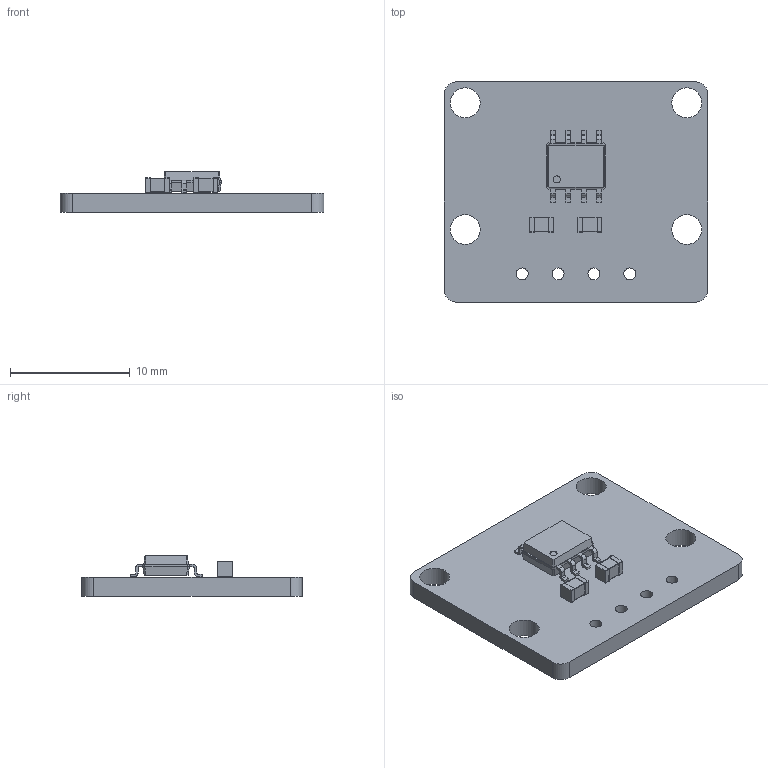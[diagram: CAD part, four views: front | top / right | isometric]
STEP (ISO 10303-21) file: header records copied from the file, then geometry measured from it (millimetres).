
FILE_DESCRIPTION(('KiCad electronic assembly'),'2;1');
FILE_NAME('AS5600_I2C_v1.step','2018-12-15T21:52:22',('An Author'),( 'A Company'),'Open CASCADE STEP processor 6.8', 'KiCad to STEP converter','Unknown');
FILE_SCHEMA(('AUTOMOTIVE_DESIGN_CC2 { 1 2 10303 214 -1 1 5 4 }'));
Length unit declared in the file: millimetre
Products named in the file (6): Open CASCADE STEP translator 6.8 1; C_0805_2012Metric; SOLID; SOIC-8_3.9x4.9mm_P1.27mm; COMPOUND
Assembly tree (6 placements, depth 3):
  Open CASCADE STEP translator 6.8 1
    C_0805_2012Metric  x2
      SOLID
    SOIC-8_3.9x4.9mm_P1.27mm
      SOLID
    COMPOUND
Bounding box: 22 x 18.4 x 3.4 mm (x, y, z)
Volume: 645.9 mm3; surface area: 1063.9 mm2
Topology: 4 solids, 4 shells, 230 faces, 595 edges, 378 vertices
Faces by surface type: plane 129, cylinder 69, bspline 32
Full cylindrical faces by diameter (mm): 0.6 x1, 1 x4, 2.5 x4
Entity records: 20509 total; most frequent: CARTESIAN_POINT 9242, DIRECTION 1646, ORIENTED_EDGE 1046, PCURVE 1046, DEFINITIONAL_REPRESENTATION 1046, LINE 1019, VECTOR 1019, EDGE_CURVE 523
